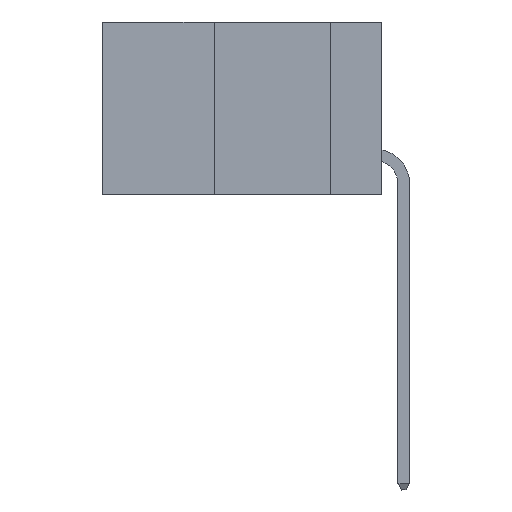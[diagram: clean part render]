
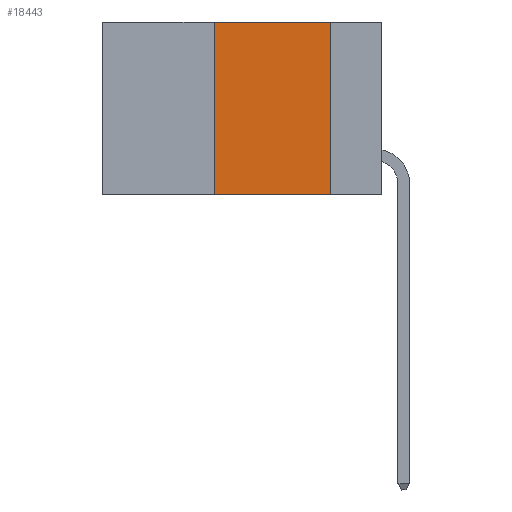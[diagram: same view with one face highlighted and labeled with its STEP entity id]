
A CAD part, left-side view. The second image highlights one B-rep face of the part: STEP entity #18443.
In plain terms, the highlighted planar face has unit normal (-1, 0, 0).
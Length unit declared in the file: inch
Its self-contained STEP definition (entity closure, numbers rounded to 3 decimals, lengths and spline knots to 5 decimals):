
#114 = LINE ( 'NONE', #14488, #3946 ) ;
#434 = ORIENTED_EDGE ( 'NONE', *, *, #11635, .T. ) ;
#2466 = EDGE_CURVE ( 'NONE', #7672, #10647, #114, .T. ) ;
#2645 = PLANE ( 'NONE',  #3397 ) ;
#3037 = CARTESIAN_POINT ( 'NONE',  ( 0., 0.11, 0. ) ) ;
#3297 = CARTESIAN_POINT ( 'NONE',  ( 0., 0.6, -0.37 ) ) ;
#3397 = AXIS2_PLACEMENT_3D ( 'NONE', #15744, #13744, #17622 ) ;
#3797 = EDGE_CURVE ( 'NONE', #10647, #3903, #12717, .T. ) ;
#3903 = VERTEX_POINT ( 'NONE', #3037 ) ;
#3946 = VECTOR ( 'NONE', #12515, 39.37008 ) ;
#6550 = LINE ( 'NONE', #12434, #15390 ) ;
#7672 = VERTEX_POINT ( 'NONE', #16601 ) ;
#8307 = CARTESIAN_POINT ( 'NONE',  ( 0., 0.36, 0. ) ) ;
#10026 = DIRECTION ( 'NONE',  ( 0., -1., 0. ) ) ;
#10647 = VERTEX_POINT ( 'NONE', #8307 ) ;
#11635 = EDGE_CURVE ( 'NONE', #7672, #17069, #13731, .T. ) ;
#12171 = CARTESIAN_POINT ( 'NONE',  ( 0., 0.6, 0. ) ) ;
#12434 = CARTESIAN_POINT ( 'NONE',  ( 0., 0.11, 0. ) ) ;
#12515 = DIRECTION ( 'NONE',  ( 0., 0., 1. ) ) ;
#12717 = LINE ( 'NONE', #12171, #23881 ) ;
#12877 = ORIENTED_EDGE ( 'NONE', *, *, #2466, .F. ) ;
#13731 = LINE ( 'NONE', #3297, #23103 ) ;
#13744 = DIRECTION ( 'NONE',  ( 1., 0., 0. ) ) ;
#14200 = ORIENTED_EDGE ( 'NONE', *, *, #14654, .F. ) ;
#14392 = EDGE_LOOP ( 'NONE', ( #14200, #14659, #12877, #434 ) ) ;
#14488 = CARTESIAN_POINT ( 'NONE',  ( 0., 0.36, 0. ) ) ;
#14654 = EDGE_CURVE ( 'NONE', #3903, #17069, #6550, .T. ) ;
#14659 = ORIENTED_EDGE ( 'NONE', *, *, #3797, .F. ) ;
#14886 = DIRECTION ( 'NONE',  ( 0., -1., 0. ) ) ;
#15390 = VECTOR ( 'NONE', #23689, 39.37008 ) ;
#15744 = CARTESIAN_POINT ( 'NONE',  ( 0., 0.6, 0. ) ) ;
#15885 = FACE_OUTER_BOUND ( 'NONE', #14392, .T. ) ;
#16601 = CARTESIAN_POINT ( 'NONE',  ( 0., 0.36, -0.37 ) ) ;
#17069 = VERTEX_POINT ( 'NONE', #23274 ) ;
#17622 = DIRECTION ( 'NONE',  ( 0., 0., -1. ) ) ;
#18443 = ADVANCED_FACE ( 'NONE', ( #15885 ), #2645, .F. ) ;
#23103 = VECTOR ( 'NONE', #14886, 39.37008 ) ;
#23274 = CARTESIAN_POINT ( 'NONE',  ( 0., 0.11, -0.37 ) ) ;
#23689 = DIRECTION ( 'NONE',  ( 0., 0., -1. ) ) ;
#23881 = VECTOR ( 'NONE', #10026, 39.37008 ) ;
